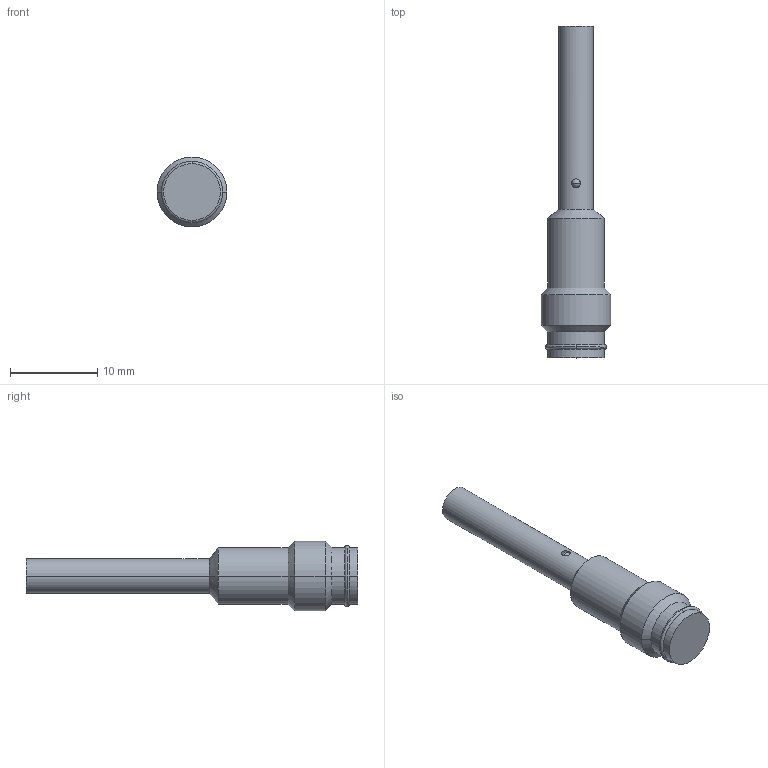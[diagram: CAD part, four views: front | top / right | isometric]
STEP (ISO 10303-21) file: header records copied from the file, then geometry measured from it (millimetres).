
FILE_DESCRIPTION(('STEP AP203'),'1');
FILE_NAME(' ',' ',('TraceParts'),('TraceParts S.A.'),'XStep 1.0',' ',' ');
FILE_SCHEMA(('CONFIG_CONTROL_DESIGN'));
Length unit declared in the file: millimetre
Products named in the file (1): 1
Bounding box: 8 x 38 x 8 mm (x, y, z)
Volume: 891 mm3; surface area: 705.8 mm2
Topology: 1 solids, 1 shells, 26 faces, 56 edges, 31 vertices
Faces by surface type: cylinder 12, cone 6, torus 4, sphere 2, plane 2
Entity records: 766 total; most frequent: CARTESIAN_POINT 146, DIRECTION 140, ORIENTED_EDGE 108, AXIS2_PLACEMENT_3D 61, EDGE_CURVE 54, CIRCLE 34, VERTEX_POINT 31, EDGE_LOOP 27
